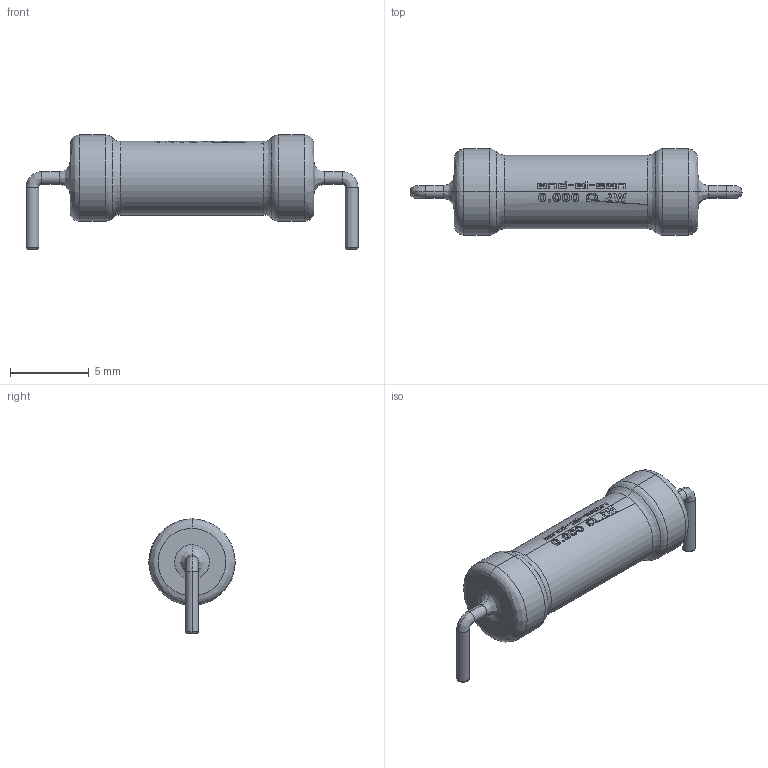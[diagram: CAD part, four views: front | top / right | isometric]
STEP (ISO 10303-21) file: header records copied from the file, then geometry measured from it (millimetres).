
FILE_DESCRIPTION (( 'STEP AP214' ), '1' );
FILE_NAME ('User Library-Res80 2W SilCoat.STEP', '2015-03-16T05:10:32', ( 'Windows User' ), ( '' ), 'SwSTEP 2.0', 'SolidWorks 2015', '' );
FILE_SCHEMA (( 'AUTOMOTIVE_DESIGN' ));
Length unit declared in the file: millimetre
Products named in the file (1): User Library-Res80 2W SilCoat
Bounding box: 21.13 x 5.5 x 7.27 mm (x, y, z)
Surface area: 316.9 mm2 (no closed solid volume)
Topology: 0 solids, 6 shells, 236 faces, 524 edges, 309 vertices
Faces by surface type: plane 116, bspline 80, cylinder 40
Entity records: 12175 total; most frequent: CARTESIAN_POINT 5203, ORIENTED_EDGE 1011, DIRECTION 633, EDGE_CURVE 524, VERTEX_POINT 309, B_SPLINE_CURVE_WITH_KNOTS 289, EDGE_LOOP 264, AXIS2_PLACEMENT_3D 251
